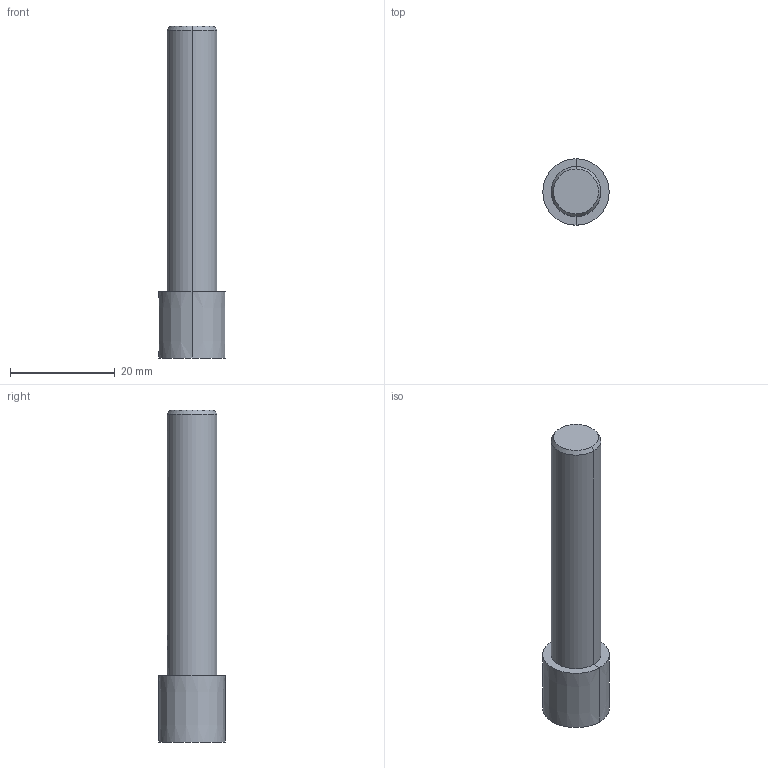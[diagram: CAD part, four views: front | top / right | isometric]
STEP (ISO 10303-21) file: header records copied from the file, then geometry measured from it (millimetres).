
FILE_DESCRIPTION(('no description'),'unknown implementation level');
FILE_NAME('solidQ7MJDTIvp_sq3nUSpQ0yy0kvYq4_1.STP',' ',('CIMSOURCE GmbH'),('CADClick - KiM GmbH - www.kimweb.de'),'unknown preprocess','ACIS','unknown authorization');
FILE_SCHEMA(('automotive_design'));
Length unit declared in the file: millimetre
Products named in the file (2): NOCUT; CUT
Bounding box: 12.7 x 12.7 x 63.5 mm (x, y, z)
Volume: 5222.4 mm3; surface area: 2413.7 mm2
Topology: 2 solids, 2 shells, 25 faces, 61 edges, 39 vertices
Faces by surface type: cylinder 10, plane 9, cone 6
Entity records: 1699 total; most frequent: CARTESIAN_POINT 379, STYLED_ITEM 125, PRESENTATION_STYLE_ASSIGNMENT 125, DIRECTION 125, COLOUR_RGB 125, ORIENTED_EDGE 118, EDGE_CURVE 59, CURVE_STYLE 59
